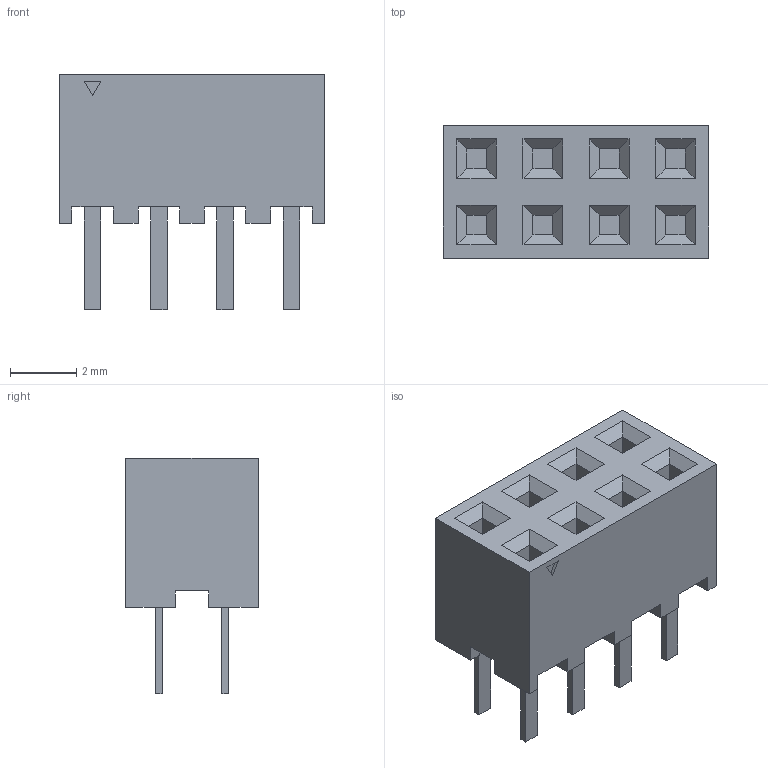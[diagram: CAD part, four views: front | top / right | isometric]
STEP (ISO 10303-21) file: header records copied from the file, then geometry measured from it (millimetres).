
FILE_DESCRIPTION((''),'2;1');
FILE_NAME('C-2-1734506-7','2010-12-15T',('workeradm'),('Tyco Electronics Ltd.'),'PRO/ENGINEER BY PARAMETRIC TECHNOLOGY CORPORATION, 2009300','PRO/ENGINEER BY PARAMETRIC TECHNOLOGY CORPORATION, 2009300','');
FILE_SCHEMA(('AUTOMOTIVE_DESIGN { 1 0 10303 214 1 1 1 1 }'));
Length unit declared in the file: millimetre
Products named in the file (1): C-2-1734506-7
Bounding box: 8 x 4 x 7.1 mm (x, y, z)
Volume: 130.9 mm3; surface area: 232.9 mm2
Topology: 1 solids, 1 shells, 158 faces, 385 edges, 246 vertices
Faces by surface type: plane 158
Entity records: 4764 total; most frequent: CARTESIAN_POINT 791, ORIENTED_EDGE 770, DIRECTION 701, VECTOR 385, LINE 385, EDGE_CURVE 385, VERTEX_POINT 246, EDGE_LOOP 175
